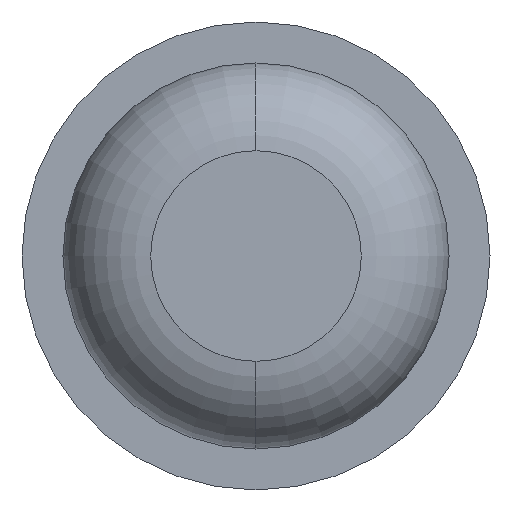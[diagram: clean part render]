
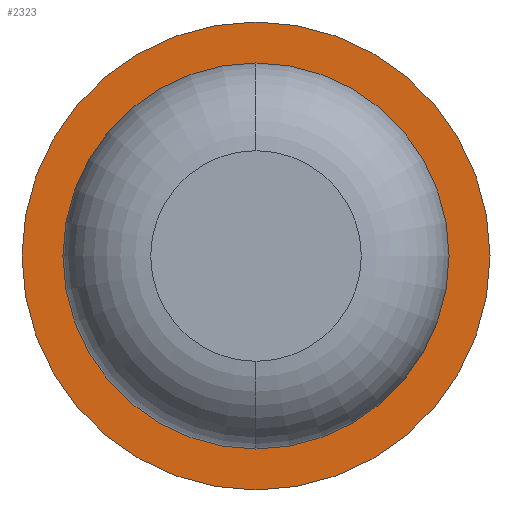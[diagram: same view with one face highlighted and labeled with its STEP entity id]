
A CAD part, front view. The second image highlights one B-rep face of the part: STEP entity #2323.
In plain terms, the highlighted planar face has unit normal (0, -1, 0).
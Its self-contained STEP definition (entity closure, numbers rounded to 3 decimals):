
#72 = DIRECTION ( 'NONE',  ( -1., 0., 0. ) ) ;
#123 = VERTEX_POINT ( 'NONE', #3041 ) ;
#216 = DIRECTION ( 'NONE',  ( 0., 1., 0. ) ) ;
#262 = EDGE_CURVE ( 'Defeature ausgef�hrt1_5+Defeature ausgef�hrt1_4+Defeature ausgef�hrt1_4+Defeature ausgef�hrt1_4', #757, #521, #3554, .T. ) ;
#342 = AXIS2_PLACEMENT_3D ( 'NONE', #3192, #1922, #3178 ) ;
#521 = VERTEX_POINT ( 'NONE', #541 ) ;
#523 = DIRECTION ( 'NONE',  ( 0., 1., 0. ) ) ;
#541 = CARTESIAN_POINT ( 'NONE',  ( 1., -9., 0. ) ) ;
#757 = VERTEX_POINT ( 'NONE', #3456 ) ;
#834 = CARTESIAN_POINT ( 'NONE',  ( 0., -9., 0. ) ) ;
#852 = CARTESIAN_POINT ( 'NONE',  ( 0., -9., 0. ) ) ;
#956 = DIRECTION ( 'NONE',  ( 0., 1., 0. ) ) ;
#1044 = PLANE ( 'NONE',  #342 ) ;
#1173 = VERTEX_POINT ( 'NONE', #2550 ) ;
#1283 = AXIS2_PLACEMENT_3D ( 'NONE', #3473, #956, #72 ) ;
#1403 = EDGE_LOOP ( 'NONE', ( #1733, #1585 ) ) ;
#1521 = EDGE_CURVE ( 'Defeature ausgef�hrt1_4+Defeature ausgef�hrt1_0+Defeature ausgef�hrt1_0+Defeature ausgef�hrt1_0', #1173, #123, #3625, .T. ) ;
#1545 = EDGE_CURVE ( 'Defeature ausgef�hrt1_4+Defeature ausgef�hrt1_0+Defeature ausgef�hrt1_0+Defeature ausgef�hrt1_0', #123, #1173, #2117, .T. ) ;
#1585 = ORIENTED_EDGE ( 'NONE', *, *, #1521, .T. ) ;
#1676 = FACE_BOUND ( 'NONE', #1403, .T. ) ;
#1696 = DIRECTION ( 'NONE',  ( 0., 1., 0. ) ) ;
#1733 = ORIENTED_EDGE ( 'NONE', *, *, #1545, .T. ) ;
#1739 = AXIS2_PLACEMENT_3D ( 'NONE', #852, #523, #3325 ) ;
#1806 = AXIS2_PLACEMENT_3D ( 'NONE', #834, #1696, #3914 ) ;
#1922 = DIRECTION ( 'NONE',  ( 0., 1., 0. ) ) ;
#2074 = DIRECTION ( 'NONE',  ( -1., 0., 0. ) ) ;
#2117 = CIRCLE ( 'NONE', #2644, 0.825 ) ;
#2323 = ADVANCED_FACE ( 'Defeature ausgef�hrt1_4', ( #3058, #1676 ), #1044, .F. ) ;
#2550 = CARTESIAN_POINT ( 'NONE',  ( 0., -9., -0.825 ) ) ;
#2554 = CIRCLE ( 'NONE', #1283, 1. ) ;
#2638 = EDGE_LOOP ( 'NONE', ( #3397, #3275 ) ) ;
#2644 = AXIS2_PLACEMENT_3D ( 'NONE', #3903, #216, #2074 ) ;
#2870 = EDGE_CURVE ( 'Defeature ausgef�hrt1_5+Defeature ausgef�hrt1_4+Defeature ausgef�hrt1_4+Defeature ausgef�hrt1_4', #521, #757, #2554, .T. ) ;
#3041 = CARTESIAN_POINT ( 'NONE',  ( 0., -9., 0.825 ) ) ;
#3058 = FACE_OUTER_BOUND ( 'NONE', #2638, .T. ) ;
#3178 = DIRECTION ( 'NONE',  ( -1., 0., 0. ) ) ;
#3192 = CARTESIAN_POINT ( 'NONE',  ( 0.825, -9., 0. ) ) ;
#3275 = ORIENTED_EDGE ( 'NONE', *, *, #2870, .F. ) ;
#3325 = DIRECTION ( 'NONE',  ( -1., 0., 0. ) ) ;
#3397 = ORIENTED_EDGE ( 'NONE', *, *, #262, .F. ) ;
#3456 = CARTESIAN_POINT ( 'NONE',  ( -1., -9., 0. ) ) ;
#3473 = CARTESIAN_POINT ( 'NONE',  ( 0., -9., 0. ) ) ;
#3554 = CIRCLE ( 'NONE', #1806, 1. ) ;
#3625 = CIRCLE ( 'NONE', #1739, 0.825 ) ;
#3903 = CARTESIAN_POINT ( 'NONE',  ( 0., -9., 0. ) ) ;
#3914 = DIRECTION ( 'NONE',  ( -1., 0., 0. ) ) ;
